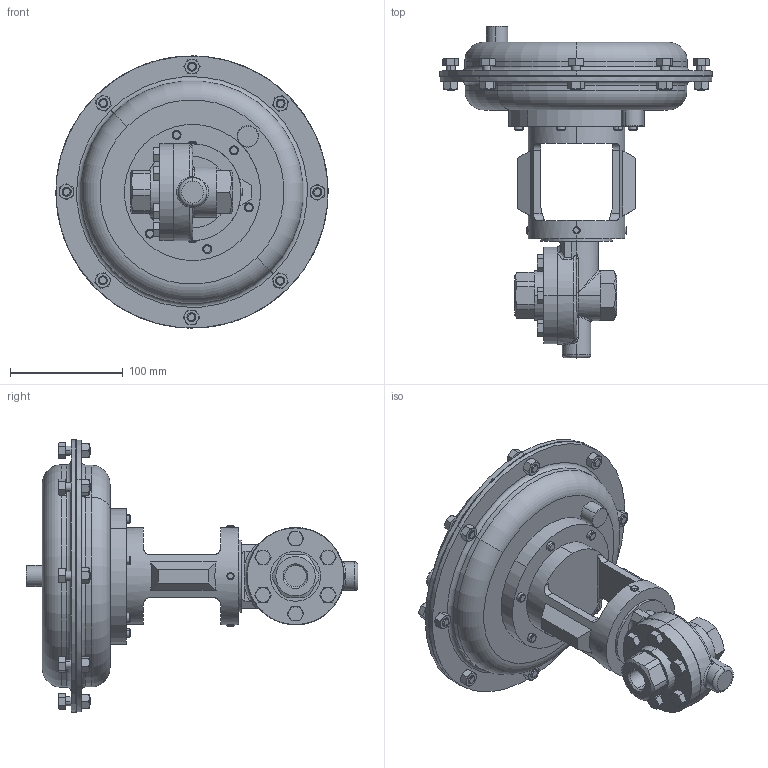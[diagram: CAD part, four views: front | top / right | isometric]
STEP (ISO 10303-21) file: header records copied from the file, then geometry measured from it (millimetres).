
FILE_DESCRIPTION (( 'STEP AP203' ), '1' );
FILE_NAME ('70-050-DI-PT.STEP', '2017-08-21T19:49:55', ( '' ), ( '' ), 'SwSTEP 2.0', 'SolidWorks 2014', '' );
FILE_SCHEMA (( 'CONFIG_CONTROL_DESIGN' ));
Length unit declared in the file: inch
Products named in the file (1): 70-050-DI-PT
Bounding box: 241.3 x 294.26 x 241.3 mm (x, y, z)
Volume: 2637740.8 mm3; surface area: 197266.3 mm2
Topology: 1 solids, 1 shells, 611 faces, 1393 edges, 845 vertices
Faces by surface type: plane 244, cone 228, cylinder 110, torus 18, bspline 8, sphere 3
Entity records: 19934 total; most frequent: CARTESIAN_POINT 6723, ORIENTED_EDGE 2786, DIRECTION 2621, EDGE_CURVE 1393, AXIS2_PLACEMENT_3D 1074, VERTEX_POINT 845, EDGE_LOOP 674, ADVANCED_FACE 611
